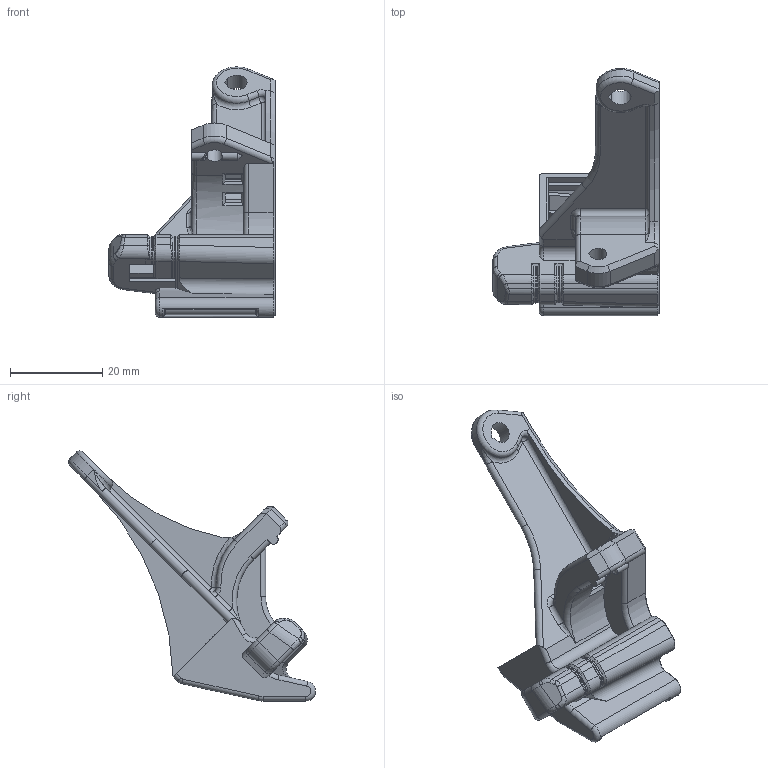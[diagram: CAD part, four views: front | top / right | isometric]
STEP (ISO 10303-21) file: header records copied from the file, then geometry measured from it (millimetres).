
FILE_DESCRIPTION(/* description */ (''),/* implementation_level */ '2;1');
FILE_NAME(/* name */ 'KP LED Duct Mount V1_6.step',/* time_stamp */ '2025-07-08T17:18:37+01:00',/* author */ (''),/* organization */ (''),/* preprocessor_version */ 'ST-DEVELOPER v20.1',/* originating_system */ 'Autodesk Translation Framework v14.10.0.0',/* authorisation */ '');
FILE_SCHEMA (('AUTOMOTIVE_DESIGN { 1 0 10303 214 3 1 1 }'));
Length unit declared in the file: millimetre
Products named in the file (1): Toolhead Assembly
Bounding box: 36 x 53.53 x 54.22 mm (x, y, z)
Volume: 9632.6 mm3; surface area: 10240.8 mm2
Topology: 3 solids, 3 shells, 400 faces, 1064 edges, 656 vertices
Faces by surface type: plane 235, cylinder 82, bspline 34, cone 30, torus 17, sphere 2
Entity records: 13430 total; most frequent: CARTESIAN_POINT 3599, ORIENTED_EDGE 2112, DIRECTION 1929, EDGE_CURVE 1056, LINE 735, VECTOR 735, VERTEX_POINT 656, AXIS2_PLACEMENT_3D 597
